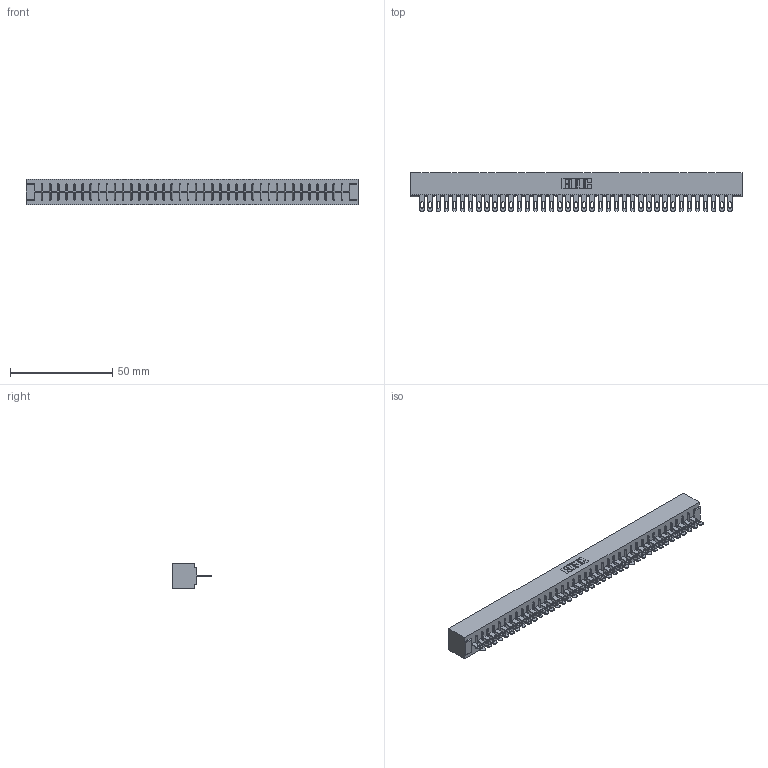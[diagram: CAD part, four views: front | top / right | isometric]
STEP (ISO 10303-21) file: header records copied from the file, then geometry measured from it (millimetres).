
FILE_DESCRIPTION (( 'STEP AP203' ), '1' );
FILE_NAME ('356-039-400-101.STEP', '2020-09-23T23:55:14', ( '' ), ( '' ), 'SwSTEP 2.0', 'SolidWorks 2020', '' );
FILE_SCHEMA (( 'CONFIG_CONTROL_DESIGN' ));
Length unit declared in the file: inch
Products named in the file (3): 356-039-400-101; 306-290-001_100; 306 Part_No Mounting
Assembly tree (40 placements, depth 2):
  356-039-400-101
    306 Part_No Mounting
    306-290-001_100  x39
Bounding box: 162.41 x 18.87 x 12.7 mm (x, y, z)
Volume: 18637.7 mm3; surface area: 19928.1 mm2
Topology: 40 solids, 40 shells, 3072 faces, 8677 edges, 5574 vertices
Faces by surface type: plane 2014, cylinder 902, sphere 156
Entity records: 36644 total; most frequent: CARTESIAN_POINT 6152, ORIENTED_EDGE 6098, DIRECTION 6067, EDGE_CURVE 3049, LINE 2385, VECTOR 2385, VERTEX_POINT 1926, AXIS2_PLACEMENT_3D 1841
